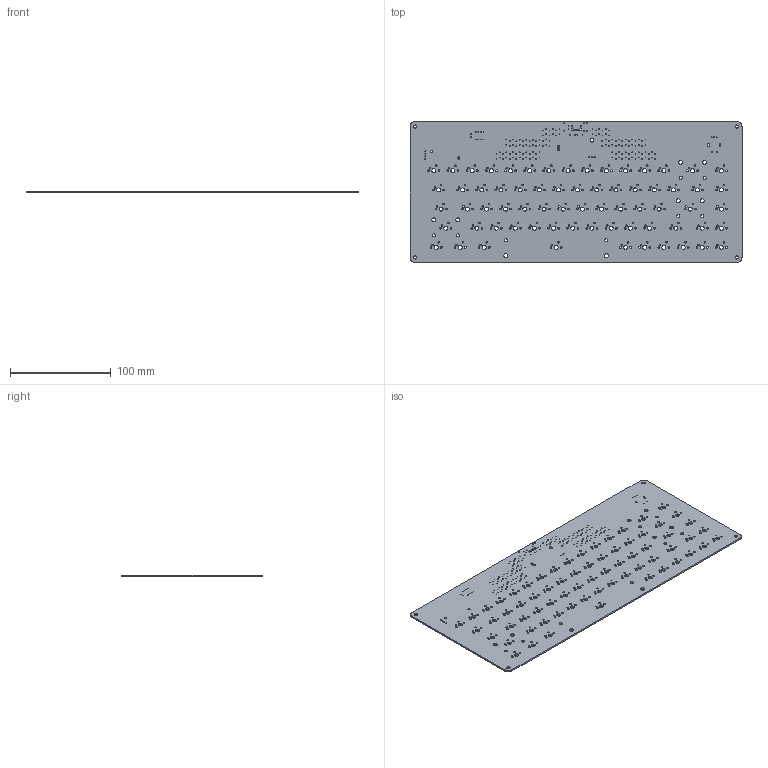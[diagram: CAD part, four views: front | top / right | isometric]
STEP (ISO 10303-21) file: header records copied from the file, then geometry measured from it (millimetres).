
FILE_DESCRIPTION(('KiCad electronic assembly'),'2;1');
FILE_NAME('keyboard.step','2024-08-17T22:52:22',('Pcbnew'),('Kicad'), 'Open CASCADE STEP processor 7.6','KiCad to STEP converter','Unknown' );
FILE_SCHEMA(('AUTOMOTIVE_DESIGN { 1 0 10303 214 1 1 1 1 }'));
Length unit declared in the file: millimetre
Products named in the file (2): keyboard 1; keyboard PCB
Assembly tree (1 placements, depth 2):
  keyboard 1
    keyboard PCB
Bounding box: 330 x 140 x 1.58 mm (x, y, z)
Volume: 70213.4 mm3; surface area: 95095.2 mm2
Topology: 1 solids, 1 shells, 777 faces, 2325 edges, 1550 vertices
Faces by surface type: cylinder 559, plane 218
Full cylindrical faces by diameter (mm): 0.4 x16, 0.7 x10, 0.8 x154, 0.9 x2, 1 x11, 1.1 x3, 1.524 x136, 1.75 x136, 2.21 x2, 3.048 x8, 3.2 x4, 3.5 x1, 3.988 x76
Entity records: 62603 total; most frequent: CARTESIAN_POINT 16012, DIRECTION 8533, LINE 4739, VECTOR 4739, ORIENTED_EDGE 4650, PCURVE 4650, DEFINITIONAL_REPRESENTATION 4650, EDGE_CURVE 2325
